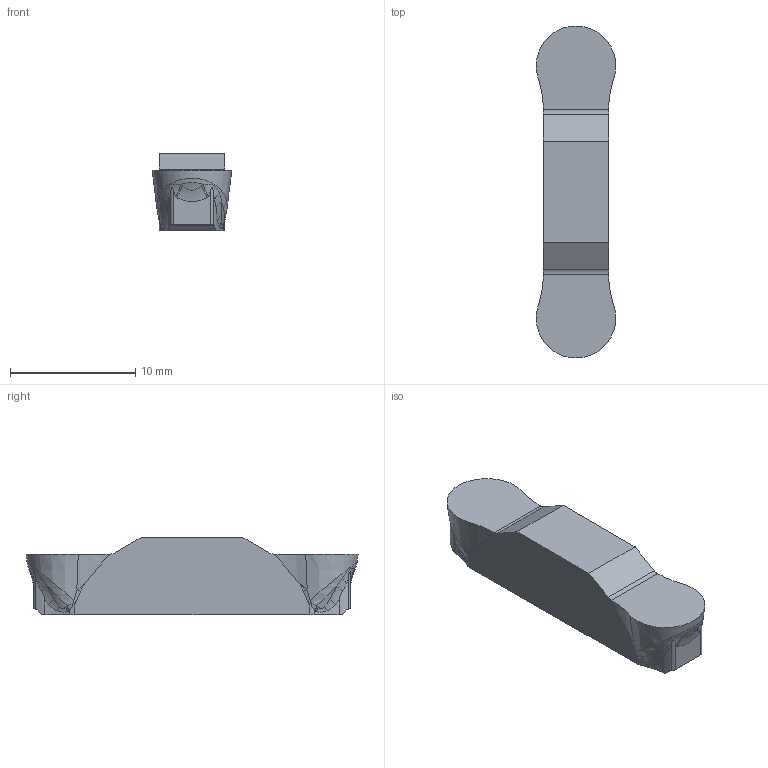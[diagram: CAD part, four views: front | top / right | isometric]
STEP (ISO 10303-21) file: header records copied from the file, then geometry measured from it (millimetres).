
FILE_DESCRIPTION((''),'2;1');
FILE_NAME('GY2M0635J318N-B','2021-02-26T15:53:17',('tlyad09'),('PTC Japan'),'CREO PARAMETRIC BY PTC INC, 2018500','CREO PARAMETRIC BY PTC INC, 2018500','');
FILE_SCHEMA(('AUTOMOTIVE_DESIGN { 1 0 10303 214 1 1 1 1 }'));
Length unit declared in the file: millimetre
Products named in the file (1): GY2M0635J318N-B
Bounding box: 6.35 x 26.5 x 6.15 mm (x, y, z)
Volume: 703 mm3; surface area: 578.1 mm2
Topology: 1 solids, 1 shells, 108 faces, 316 edges, 210 vertices
Faces by surface type: bspline 68, cylinder 24, plane 14, cone 2
Entity records: 11061 total; most frequent: CARTESIAN_POINT 6571, ORIENTED_EDGE 588, PRESENTATION_STYLE_ASSIGNMENT 427, STYLED_ITEM 319, CURVE_STYLE 318, EDGE_CURVE 294, B_SPLINE_CURVE_WITH_KNOTS 224, FILL_AREA_STYLE_COLOUR 217
